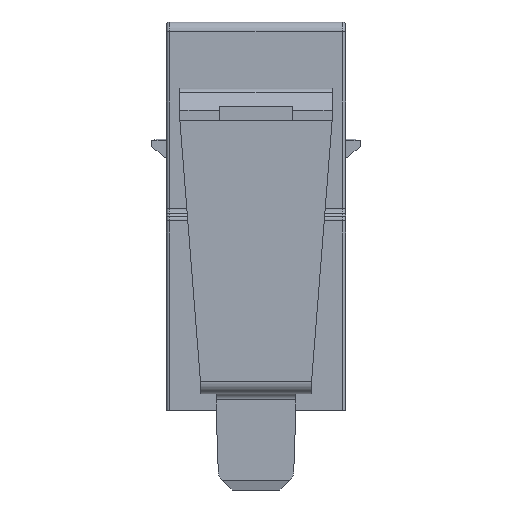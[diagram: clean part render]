
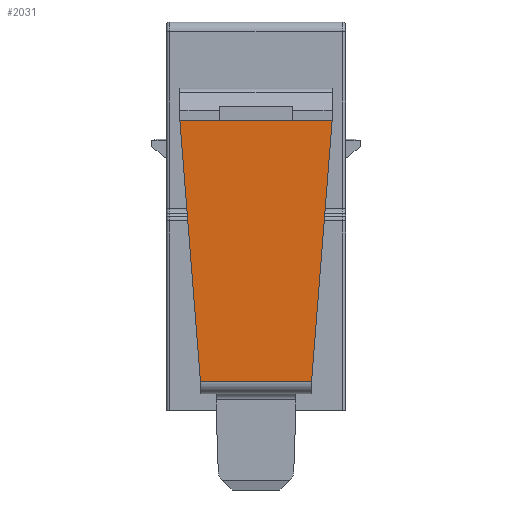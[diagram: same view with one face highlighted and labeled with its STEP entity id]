
A CAD part, front view. The second image highlights one B-rep face of the part: STEP entity #2031.
In plain terms, the highlighted planar face has unit normal (0, -1, 0).
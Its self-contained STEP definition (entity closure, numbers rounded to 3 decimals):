
#1789 = VERTEX_POINT ( 'NONE', #36512 ) ;
#2031 = ADVANCED_FACE ( 'NONE', ( #37539 ), #37600, .F. ) ;
#2039 = EDGE_LOOP ( 'NONE', ( #2042, #2155, #2154, #2151, #41844, #41854 ) ) ;
#2042 = ORIENTED_EDGE ( 'NONE', *, *, #2052, .F. ) ;
#2052 = EDGE_CURVE ( 'NONE', #1789, #2076, #37741, .T. ) ;
#2076 = VERTEX_POINT ( 'NONE', #37805 ) ;
#2148 = VERTEX_POINT ( 'NONE', #37913 ) ;
#2149 = VERTEX_POINT ( 'NONE', #37967 ) ;
#2151 = ORIENTED_EDGE ( 'NONE', *, *, #2156, .T. ) ;
#2154 = ORIENTED_EDGE ( 'NONE', *, *, #2157, .F. ) ;
#2155 = ORIENTED_EDGE ( 'NONE', *, *, #2160, .T. ) ;
#2156 = EDGE_CURVE ( 'NONE', #2148, #2149, #37963, .T. ) ;
#2157 = EDGE_CURVE ( 'NONE', #2148, #2159, #37955, .T. ) ;
#2159 = VERTEX_POINT ( 'NONE', #37959 ) ;
#2160 = EDGE_CURVE ( 'NONE', #1789, #2159, #37951, .T. ) ;
#6478 = CARTESIAN_POINT ( 'NONE',  ( -6.2, -6.75, 6.9 ) ) ;
#6523 = DIRECTION ( 'NONE',  ( 0., 0., 1. ) ) ;
#6524 = VECTOR ( 'NONE', #6523, 1000. ) ;
#6525 = CARTESIAN_POINT ( 'NONE',  ( -6.2, -6.75, 6.9 ) ) ;
#6539 = LINE ( 'NONE', #6525, #6524 ) ;
#6565 = DIRECTION ( 'NONE',  ( 1., 0., 0. ) ) ;
#6566 = VECTOR ( 'NONE', #6565, 1000. ) ;
#6570 = LINE ( 'NONE', #6572, #6566 ) ;
#6572 = CARTESIAN_POINT ( 'NONE',  ( -6.2, -6.75, 6.9 ) ) ;
#36512 = CARTESIAN_POINT ( 'NONE',  ( -4.527, -6.75, -14.4 ) ) ;
#37539 = FACE_OUTER_BOUND ( 'NONE', #2039, .T. ) ;
#37600 = PLANE ( 'NONE',  #37645 ) ;
#37645 = AXIS2_PLACEMENT_3D ( 'NONE', #37703, #37702, #37701 ) ;
#37701 = DIRECTION ( 'NONE',  ( 0., 0., -1. ) ) ;
#37702 = DIRECTION ( 'NONE',  ( 0., 1., 0. ) ) ;
#37703 = CARTESIAN_POINT ( 'NONE',  ( -6.2, -6.75, 6.9 ) ) ;
#37738 = DIRECTION ( 'NONE',  ( -0.079, 0., 0.997 ) ) ;
#37739 = VECTOR ( 'NONE', #37738, 1000. ) ;
#37740 = CARTESIAN_POINT ( 'NONE',  ( -4.5, -6.75, -14.737 ) ) ;
#37741 = LINE ( 'NONE', #37740, #37739 ) ;
#37805 = CARTESIAN_POINT ( 'NONE',  ( -6.2, -6.75, 6.812 ) ) ;
#37913 = CARTESIAN_POINT ( 'NONE',  ( 6.2, -6.75, 6.812 ) ) ;
#37946 = DIRECTION ( 'NONE',  ( 1., 0., 0. ) ) ;
#37947 = VECTOR ( 'NONE', #37946, 1000. ) ;
#37948 = CARTESIAN_POINT ( 'NONE',  ( -6.2, -6.75, -14.4 ) ) ;
#37951 = LINE ( 'NONE', #37948, #37947 ) ;
#37952 = DIRECTION ( 'NONE',  ( -0.079, 0., -0.997 ) ) ;
#37953 = VECTOR ( 'NONE', #37952, 1000. ) ;
#37954 = CARTESIAN_POINT ( 'NONE',  ( 4.5, -6.75, -14.737 ) ) ;
#37955 = LINE ( 'NONE', #37954, #37953 ) ;
#37956 = DIRECTION ( 'NONE',  ( 0., 0., 1. ) ) ;
#37957 = VECTOR ( 'NONE', #37956, 1000. ) ;
#37959 = CARTESIAN_POINT ( 'NONE',  ( 4.527, -6.75, -14.4 ) ) ;
#37962 = CARTESIAN_POINT ( 'NONE',  ( 6.2, -6.75, 6.9 ) ) ;
#37963 = LINE ( 'NONE', #37962, #37957 ) ;
#37967 = CARTESIAN_POINT ( 'NONE',  ( 6.2, -6.75, 6.9 ) ) ;
#41829 = VERTEX_POINT ( 'NONE', #6478 ) ;
#41833 = EDGE_CURVE ( 'NONE', #2076, #41829, #6539, .T. ) ;
#41836 = EDGE_CURVE ( 'NONE', #41829, #2149, #6570, .T. ) ;
#41844 = ORIENTED_EDGE ( 'NONE', *, *, #41836, .F. ) ;
#41854 = ORIENTED_EDGE ( 'NONE', *, *, #41833, .F. ) ;
